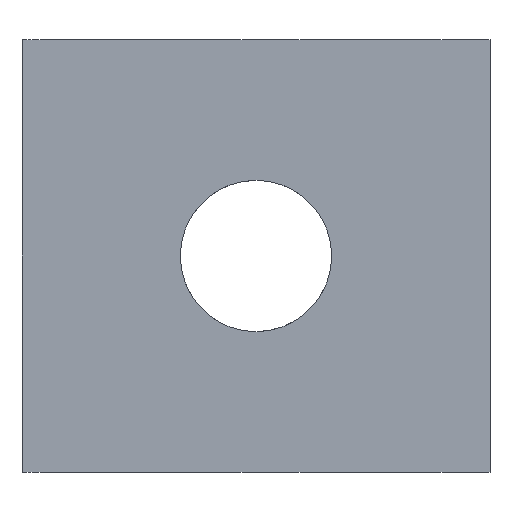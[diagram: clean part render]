
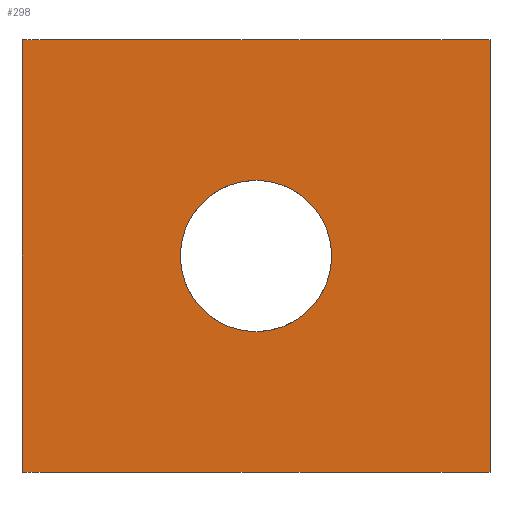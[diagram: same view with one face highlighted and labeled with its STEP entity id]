
A CAD part, front view. The second image highlights one B-rep face of the part: STEP entity #298.
In plain terms, the highlighted planar face has unit normal (0, -1, 0).
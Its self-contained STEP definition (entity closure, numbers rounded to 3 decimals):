
#13 = ORIENTED_EDGE ( 'NONE', *, *, #379, .F. ) ;
#14 = AXIS2_PLACEMENT_3D ( 'NONE', #540, #174, #412 ) ;
#30 = LINE ( 'NONE', #85, #231 ) ;
#38 = AXIS2_PLACEMENT_3D ( 'NONE', #373, #495, #324 ) ;
#57 = VERTEX_POINT ( 'NONE', #406 ) ;
#72 = VERTEX_POINT ( 'NONE', #75 ) ;
#75 = CARTESIAN_POINT ( 'NONE',  ( 21.65, 0., 13. ) ) ;
#77 = ORIENTED_EDGE ( 'NONE', *, *, #218, .F. ) ;
#85 = CARTESIAN_POINT ( 'NONE',  ( 0., 0., 40. ) ) ;
#91 = EDGE_CURVE ( 'NONE', #475, #57, #101, .T. ) ;
#101 = LINE ( 'NONE', #118, #247 ) ;
#109 = CARTESIAN_POINT ( 'NONE',  ( 43.3, 0., 0. ) ) ;
#118 = CARTESIAN_POINT ( 'NONE',  ( 0., 0., 40. ) ) ;
#131 = DIRECTION ( 'NONE',  ( 0., 0., -1. ) ) ;
#156 = EDGE_CURVE ( 'NONE', #57, #300, #448, .T. ) ;
#162 = EDGE_LOOP ( 'NONE', ( #579, #77 ) ) ;
#170 = VERTEX_POINT ( 'NONE', #484 ) ;
#174 = DIRECTION ( 'NONE',  ( 0., -1., 0. ) ) ;
#194 = AXIS2_PLACEMENT_3D ( 'NONE', #310, #404, #354 ) ;
#218 = EDGE_CURVE ( 'NONE', #317, #72, #359, .T. ) ;
#222 = EDGE_CURVE ( 'NONE', #170, #300, #248, .T. ) ;
#231 = VECTOR ( 'NONE', #411, 1000. ) ;
#247 = VECTOR ( 'NONE', #438, 1000. ) ;
#248 = LINE ( 'NONE', #322, #469 ) ;
#251 = ORIENTED_EDGE ( 'NONE', *, *, #222, .F. ) ;
#264 = CARTESIAN_POINT ( 'NONE',  ( 0., 0., 0. ) ) ;
#267 = PLANE ( 'NONE',  #194 ) ;
#298 = ADVANCED_FACE ( 'NONE', ( #389, #489 ), #267, .F. ) ;
#300 = VERTEX_POINT ( 'NONE', #109 ) ;
#310 = CARTESIAN_POINT ( 'NONE',  ( 0., 0., 40. ) ) ;
#317 = VERTEX_POINT ( 'NONE', #476 ) ;
#322 = CARTESIAN_POINT ( 'NONE',  ( 43.3, 0., 40. ) ) ;
#324 = DIRECTION ( 'NONE',  ( 0., 0., -1. ) ) ;
#342 = VECTOR ( 'NONE', #480, 1000. ) ;
#354 = DIRECTION ( 'NONE',  ( 0., 0., 1. ) ) ;
#359 = CIRCLE ( 'NONE', #14, 7. ) ;
#373 = CARTESIAN_POINT ( 'NONE',  ( 21.65, 0., 20. ) ) ;
#379 = EDGE_CURVE ( 'NONE', #475, #170, #30, .T. ) ;
#389 = FACE_BOUND ( 'NONE', #162, .T. ) ;
#404 = DIRECTION ( 'NONE',  ( 0., 1., 0. ) ) ;
#406 = CARTESIAN_POINT ( 'NONE',  ( 0., 0., 0. ) ) ;
#409 = EDGE_CURVE ( 'NONE', #72, #317, #558, .T. ) ;
#411 = DIRECTION ( 'NONE',  ( 1., 0., 0. ) ) ;
#412 = DIRECTION ( 'NONE',  ( 0., 0., -1. ) ) ;
#413 = EDGE_LOOP ( 'NONE', ( #555, #251, #13, #589 ) ) ;
#438 = DIRECTION ( 'NONE',  ( 0., 0., -1. ) ) ;
#448 = LINE ( 'NONE', #264, #342 ) ;
#469 = VECTOR ( 'NONE', #131, 1000. ) ;
#475 = VERTEX_POINT ( 'NONE', #550 ) ;
#476 = CARTESIAN_POINT ( 'NONE',  ( 21.65, 0., 27. ) ) ;
#480 = DIRECTION ( 'NONE',  ( 1., 0., 0. ) ) ;
#484 = CARTESIAN_POINT ( 'NONE',  ( 43.3, 0., 40. ) ) ;
#489 = FACE_OUTER_BOUND ( 'NONE', #413, .T. ) ;
#495 = DIRECTION ( 'NONE',  ( 0., -1., 0. ) ) ;
#540 = CARTESIAN_POINT ( 'NONE',  ( 21.65, 0., 20. ) ) ;
#550 = CARTESIAN_POINT ( 'NONE',  ( 0., 0., 40. ) ) ;
#555 = ORIENTED_EDGE ( 'NONE', *, *, #156, .T. ) ;
#558 = CIRCLE ( 'NONE', #38, 7. ) ;
#579 = ORIENTED_EDGE ( 'NONE', *, *, #409, .F. ) ;
#589 = ORIENTED_EDGE ( 'NONE', *, *, #91, .T. ) ;
